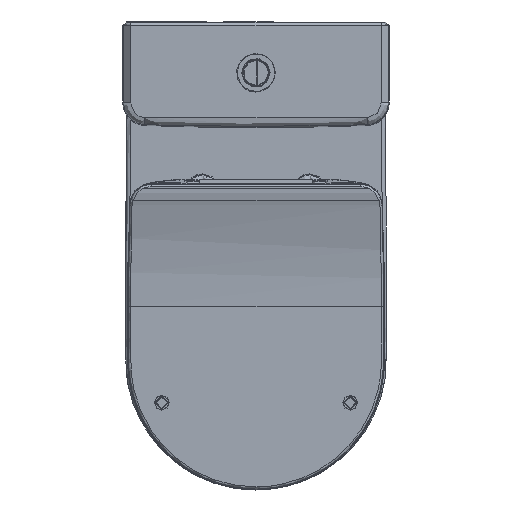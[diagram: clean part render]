
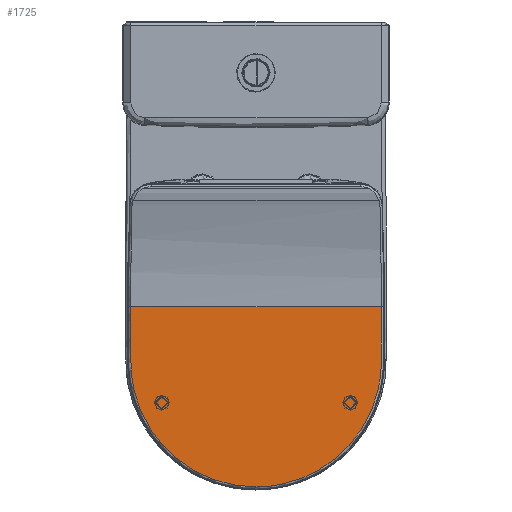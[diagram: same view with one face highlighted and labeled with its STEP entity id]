
A CAD part, top view. The second image highlights one B-rep face of the part: STEP entity #1725.
In plain terms, the highlighted face is planar.
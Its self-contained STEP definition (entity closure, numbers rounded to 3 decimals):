
#566=PLANE('',#27239);
#1725=ADVANCED_FACE('',(#3410),#566,.T.);
#3410=FACE_OUTER_BOUND('',#5130,.T.);
#5130=EDGE_LOOP('',(#10403,#10404,#10405));
#10403=ORIENTED_EDGE('',*,*,#16612,.T.);
#10404=ORIENTED_EDGE('',*,*,#16613,.F.);
#10405=ORIENTED_EDGE('',*,*,#16614,.F.);
#16612=EDGE_CURVE('',#24179,#24180,#21430,.T.);
#16613=EDGE_CURVE('',#24178,#24180,#21431,.T.);
#16614=EDGE_CURVE('',#24179,#24178,#21432,.T.);
#21430=B_SPLINE_CURVE_WITH_KNOTS('',1,(#91443,#91444),.UNSPECIFIED.,.F.,
 .F.,(2,2),(0.,350.902),.UNSPECIFIED.);
#21431=B_SPLINE_CURVE_WITH_KNOTS('',3,(#91445,#91446,#91447,#91448,#91449,
#91450,#91451,#91452,#91453,#91454,#91455,#91456,#91457),.UNSPECIFIED.,
 .F.,.F.,(4,1,1,1,1,1,1,1,1,1,4),(-355.173,-266.38,-221.983,
-177.587,-133.19,-110.992,-88.793,
-66.595,-44.397,-22.198,0.),.UNSPECIFIED.);
#21432=B_SPLINE_CURVE_WITH_KNOTS('',3,(#91458,#91459,#91460,#91461,#91462,
#91463,#91464,#91465,#91466,#91467,#91468,#91469,#91470),.UNSPECIFIED.,
 .F.,.F.,(4,1,1,1,1,1,1,1,1,1,4),(-355.173,-332.975,-310.776,
-288.578,-266.38,-244.182,-221.983,
-177.587,-133.19,-88.793,0.),.UNSPECIFIED.);
#24178=VERTEX_POINT('',#91052);
#24179=VERTEX_POINT('',#91053);
#24180=VERTEX_POINT('',#91054);
#27239=AXIS2_PLACEMENT_3D('',#82618,#27975,$);
#27975=DIRECTION('',(1.,0.,0.));
#82618=CARTESIAN_POINT('',(8.,-279.713,-210.715));
#91052=CARTESIAN_POINT('',(8.,-2.049,0.));
#91053=CARTESIAN_POINT('',(8.,-254.46,175.451));
#91054=CARTESIAN_POINT('',(8.,-254.46,-175.451));
#91443=CARTESIAN_POINT('',(8.,-254.46,175.451));
#91444=CARTESIAN_POINT('',(8.,-254.46,-175.451));
#91445=CARTESIAN_POINT('',(8.,-2.049,0.));
#91446=CARTESIAN_POINT('',(8.,-2.049,-29.346));
#91447=CARTESIAN_POINT('',(8.,-13.351,-73.313));
#91448=CARTESIAN_POINT('',(8.,-48.099,-121.199));
#91449=CARTESIAN_POINT('',(8.,-82.233,-149.532));
#91450=CARTESIAN_POINT('',(8.,-115.656,-165.347));
#91451=CARTESIAN_POINT('',(8.,-144.119,-172.701));
#91452=CARTESIAN_POINT('',(8.,-165.978,-175.586));
#91453=CARTESIAN_POINT('',(8.,-188.061,-175.401));
#91454=CARTESIAN_POINT('',(8.,-210.203,-175.467));
#91455=CARTESIAN_POINT('',(8.,-232.33,-175.446));
#91456=CARTESIAN_POINT('',(8.,-247.083,-175.451));
#91457=CARTESIAN_POINT('',(8.,-254.46,-175.451));
#91458=CARTESIAN_POINT('',(8.,-254.46,175.451));
#91459=CARTESIAN_POINT('',(8.,-247.083,175.451));
#91460=CARTESIAN_POINT('',(8.,-232.33,175.446));
#91461=CARTESIAN_POINT('',(8.,-210.203,175.467));
#91462=CARTESIAN_POINT('',(8.,-188.061,175.401));
#91463=CARTESIAN_POINT('',(8.,-165.978,175.586));
#91464=CARTESIAN_POINT('',(8.,-144.119,172.701));
#91465=CARTESIAN_POINT('',(8.,-115.656,165.347));
#91466=CARTESIAN_POINT('',(8.,-82.233,149.532));
#91467=CARTESIAN_POINT('',(8.,-48.099,121.199));
#91468=CARTESIAN_POINT('',(8.,-13.351,73.313));
#91469=CARTESIAN_POINT('',(8.,-2.049,29.346));
#91470=CARTESIAN_POINT('',(8.,-2.049,0.));
